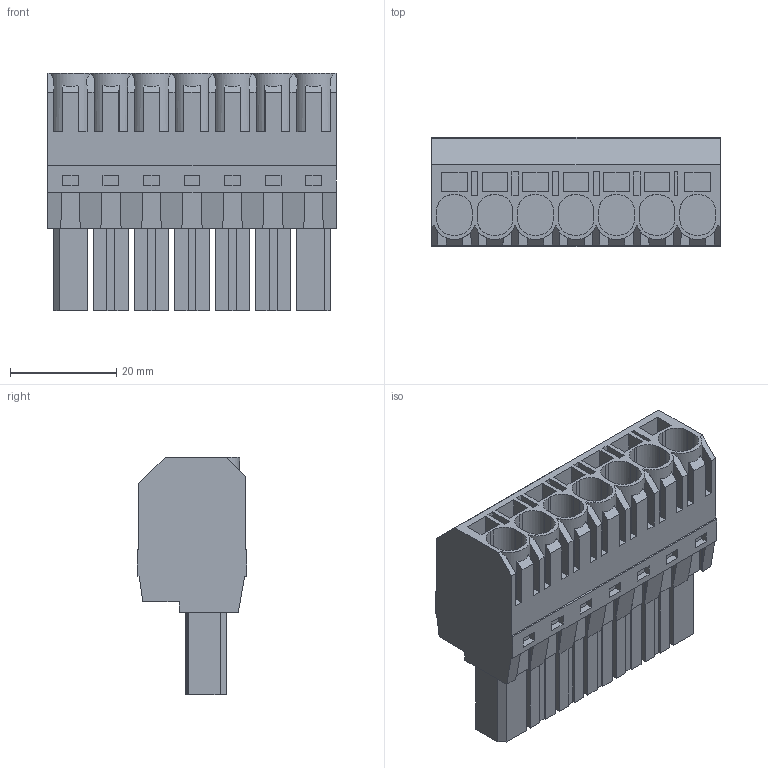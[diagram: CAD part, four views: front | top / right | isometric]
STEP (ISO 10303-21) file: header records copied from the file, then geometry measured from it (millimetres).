
FILE_DESCRIPTION(('CATIA V5 STEP Exchange','CAx-IF Rec.Pracs.--- Model Styling and Organization---1.4--- 2014-01-23'),'2;1');
FILE_NAME ('D1449710_1_1190570000_1190570000.stp','2023-09-07T12:50:48+00:00',('none'),('Weidmueller'),'CATIA Version 5-6 Release 2016 SP3 HF44','CATIA V5 STEP AP214','none');
FILE_SCHEMA(('AUTOMOTIVE_DESIGN { 1 0 10303 214 1 1 1 1 }'));
Length unit declared in the file: millimetre
Products named in the file (1): 1190570000
Bounding box: 54.24 x 20.6 x 44.7 mm (x, y, z)
Volume: 30028.5 mm3; surface area: 13298.4 mm2
Topology: 1 solids, 1 shells, 627 faces, 1806 edges, 1229 vertices
Faces by surface type: plane 592, cylinder 35
Entity records: 19336 total; most frequent: CARTESIAN_POINT 3873, ORIENTED_EDGE 3612, DIRECTION 2499, EDGE_CURVE 1806, VECTOR 1708, LINE 1708, VERTEX_POINT 1229, EDGE_LOOP 675
